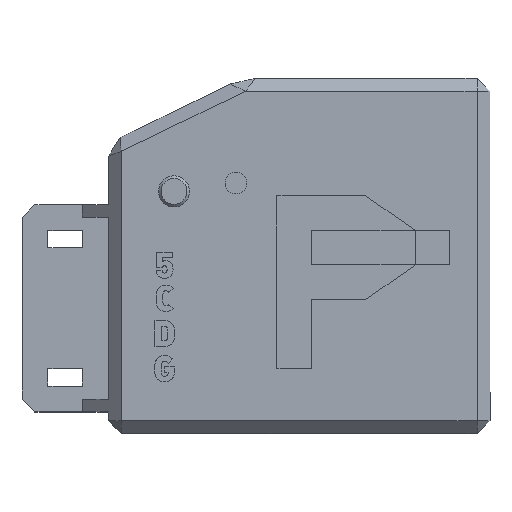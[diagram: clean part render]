
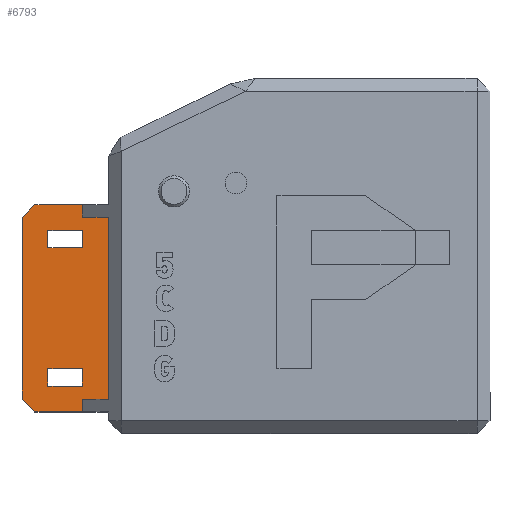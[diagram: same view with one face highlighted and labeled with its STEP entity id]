
A CAD part, top view. The second image highlights one B-rep face of the part: STEP entity #6793.
In plain terms, the highlighted planar face has unit normal (0, 0, 1).
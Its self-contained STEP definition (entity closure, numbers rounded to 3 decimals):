
#164=FACE_BOUND('',#805,.T.);
#165=FACE_BOUND('',#806,.T.);
#414=FACE_OUTER_BOUND('',#804,.T.);
#804=EDGE_LOOP('',(#5064,#5065,#5066,#5067,#5068,#5069,#5070,#5071,#5072,
#5073));
#805=EDGE_LOOP('',(#5074,#5075,#5076,#5077));
#806=EDGE_LOOP('',(#5078,#5079,#5080,#5081));
#1279=LINE('',#10609,#2121);
#1286=LINE('',#10624,#2128);
#1322=LINE('',#10695,#2164);
#1325=LINE('',#10701,#2167);
#1330=LINE('',#10712,#2172);
#1333=LINE('',#10716,#2175);
#1334=LINE('',#10718,#2176);
#1335=LINE('',#10720,#2177);
#1336=LINE('',#10721,#2178);
#1337=LINE('',#10722,#2179);
#1338=LINE('',#10725,#2180);
#1339=LINE('',#10727,#2181);
#1340=LINE('',#10729,#2182);
#1341=LINE('',#10730,#2183);
#1342=LINE('',#10733,#2184);
#1343=LINE('',#10735,#2185);
#1344=LINE('',#10737,#2186);
#1345=LINE('',#10738,#2187);
#2121=VECTOR('',#7745,10.);
#2128=VECTOR('',#7754,10.);
#2164=VECTOR('',#7796,10.);
#2167=VECTOR('',#7801,10.);
#2172=VECTOR('',#7810,10.);
#2175=VECTOR('',#7815,10.);
#2176=VECTOR('',#7816,10.);
#2177=VECTOR('',#7817,10.);
#2178=VECTOR('',#7818,10.);
#2179=VECTOR('',#7819,10.);
#2180=VECTOR('',#7820,10.);
#2181=VECTOR('',#7821,10.);
#2182=VECTOR('',#7822,10.);
#2183=VECTOR('',#7823,10.);
#2184=VECTOR('',#7824,10.);
#2185=VECTOR('',#7825,10.);
#2186=VECTOR('',#7826,10.);
#2187=VECTOR('',#7827,10.);
#2971=VERTEX_POINT('',#10607);
#2972=VERTEX_POINT('',#10608);
#2978=VERTEX_POINT('',#10621);
#2979=VERTEX_POINT('',#10623);
#3011=VERTEX_POINT('',#10694);
#3013=VERTEX_POINT('',#10700);
#3016=VERTEX_POINT('',#10709);
#3017=VERTEX_POINT('',#10711);
#3018=VERTEX_POINT('',#10717);
#3019=VERTEX_POINT('',#10719);
#3020=VERTEX_POINT('',#10723);
#3021=VERTEX_POINT('',#10724);
#3022=VERTEX_POINT('',#10726);
#3023=VERTEX_POINT('',#10728);
#3024=VERTEX_POINT('',#10731);
#3025=VERTEX_POINT('',#10732);
#3026=VERTEX_POINT('',#10734);
#3027=VERTEX_POINT('',#10736);
#3714=EDGE_CURVE('',#2971,#2972,#1279,.T.);
#3721=EDGE_CURVE('',#2979,#2978,#1286,.T.);
#3757=EDGE_CURVE('',#2971,#3011,#1322,.T.);
#3760=EDGE_CURVE('',#3013,#3011,#1325,.T.);
#3765=EDGE_CURVE('',#3017,#3016,#1330,.T.);
#3768=EDGE_CURVE('',#2972,#2979,#1333,.T.);
#3769=EDGE_CURVE('',#2978,#3018,#1334,.T.);
#3770=EDGE_CURVE('',#3018,#3019,#1335,.T.);
#3771=EDGE_CURVE('',#3019,#3017,#1336,.T.);
#3772=EDGE_CURVE('',#3016,#3013,#1337,.T.);
#3773=EDGE_CURVE('',#3020,#3021,#1338,.T.);
#3774=EDGE_CURVE('',#3021,#3022,#1339,.T.);
#3775=EDGE_CURVE('',#3022,#3023,#1340,.T.);
#3776=EDGE_CURVE('',#3023,#3020,#1341,.T.);
#3777=EDGE_CURVE('',#3024,#3025,#1342,.T.);
#3778=EDGE_CURVE('',#3025,#3026,#1343,.T.);
#3779=EDGE_CURVE('',#3026,#3027,#1344,.T.);
#3780=EDGE_CURVE('',#3027,#3024,#1345,.T.);
#5064=ORIENTED_EDGE('',*,*,#3768,.T.);
#5065=ORIENTED_EDGE('',*,*,#3721,.T.);
#5066=ORIENTED_EDGE('',*,*,#3769,.T.);
#5067=ORIENTED_EDGE('',*,*,#3770,.T.);
#5068=ORIENTED_EDGE('',*,*,#3771,.T.);
#5069=ORIENTED_EDGE('',*,*,#3765,.T.);
#5070=ORIENTED_EDGE('',*,*,#3772,.T.);
#5071=ORIENTED_EDGE('',*,*,#3760,.T.);
#5072=ORIENTED_EDGE('',*,*,#3757,.F.);
#5073=ORIENTED_EDGE('',*,*,#3714,.T.);
#5074=ORIENTED_EDGE('',*,*,#3773,.T.);
#5075=ORIENTED_EDGE('',*,*,#3774,.T.);
#5076=ORIENTED_EDGE('',*,*,#3775,.T.);
#5077=ORIENTED_EDGE('',*,*,#3776,.T.);
#5078=ORIENTED_EDGE('',*,*,#3777,.T.);
#5079=ORIENTED_EDGE('',*,*,#3778,.T.);
#5080=ORIENTED_EDGE('',*,*,#3779,.T.);
#5081=ORIENTED_EDGE('',*,*,#3780,.T.);
#6442=PLANE('',#7120);
#6793=ADVANCED_FACE('',(#414,#164,#165),#6442,.T.);
#7120=AXIS2_PLACEMENT_3D('',#10715,#7813,#7814);
#7745=DIRECTION('',(-1.,0.,0.));
#7754=DIRECTION('',(-1.,0.,0.));
#7796=DIRECTION('',(0.,-1.,0.));
#7801=DIRECTION('',(1.,0.,0.));
#7810=DIRECTION('',(1.,0.,0.));
#7813=DIRECTION('center_axis',(0.,0.,1.));
#7814=DIRECTION('ref_axis',(1.,0.,0.));
#7815=DIRECTION('',(0.,1.,0.));
#7816=DIRECTION('',(-0.707,-0.707,0.));
#7817=DIRECTION('',(0.,-1.,0.));
#7818=DIRECTION('',(0.707,-0.707,0.));
#7819=DIRECTION('',(0.,1.,0.));
#7820=DIRECTION('',(1.,0.,0.));
#7821=DIRECTION('',(0.,-1.,0.));
#7822=DIRECTION('',(-1.,0.,0.));
#7823=DIRECTION('',(0.,1.,0.));
#7824=DIRECTION('',(0.,1.,0.));
#7825=DIRECTION('',(1.,0.,0.));
#7826=DIRECTION('',(0.,-1.,0.));
#7827=DIRECTION('',(-1.,0.,0.));
#10607=CARTESIAN_POINT('',(-3.5,21.45,1.));
#10608=CARTESIAN_POINT('',(-6.5,21.45,1.));
#10609=CARTESIAN_POINT('',(-6.95,21.45,1.));
#10621=CARTESIAN_POINT('',(-12.,22.9,1.));
#10623=CARTESIAN_POINT('',(-6.5,22.9,1.));
#10624=CARTESIAN_POINT('',(-3.5,22.9,1.));
#10694=CARTESIAN_POINT('',(-3.5,0.35,1.));
#10695=CARTESIAN_POINT('',(-3.5,24.2,1.));
#10700=CARTESIAN_POINT('',(-6.5,0.35,1.));
#10701=CARTESIAN_POINT('',(-6.95,0.35,1.));
#10709=CARTESIAN_POINT('',(-6.5,-1.1,1.));
#10711=CARTESIAN_POINT('',(-12.,-1.1,1.));
#10712=CARTESIAN_POINT('',(-3.5,-1.1,1.));
#10715=CARTESIAN_POINT('Origin',(-8.5,10.9,1.));
#10716=CARTESIAN_POINT('',(-6.5,16.9,1.));
#10717=CARTESIAN_POINT('',(-13.5,21.4,1.));
#10718=CARTESIAN_POINT('',(-12.,22.9,1.));
#10719=CARTESIAN_POINT('',(-13.5,0.4,1.));
#10720=CARTESIAN_POINT('',(-13.5,0.4,1.));
#10721=CARTESIAN_POINT('',(-12.,-1.1,1.));
#10722=CARTESIAN_POINT('',(-6.5,4.9,1.));
#10723=CARTESIAN_POINT('',(-10.5,3.9,1.));
#10724=CARTESIAN_POINT('',(-6.5,3.9,1.));
#10725=CARTESIAN_POINT('',(-6.5,3.9,1.));
#10726=CARTESIAN_POINT('',(-6.5,1.9,1.));
#10727=CARTESIAN_POINT('',(-6.5,1.9,1.));
#10728=CARTESIAN_POINT('',(-10.5,1.9,1.));
#10729=CARTESIAN_POINT('',(-10.5,1.9,1.));
#10730=CARTESIAN_POINT('',(-10.5,3.9,1.));
#10731=CARTESIAN_POINT('',(-10.5,17.9,1.));
#10732=CARTESIAN_POINT('',(-10.5,19.9,1.));
#10733=CARTESIAN_POINT('',(-10.5,17.9,1.));
#10734=CARTESIAN_POINT('',(-6.5,19.9,1.));
#10735=CARTESIAN_POINT('',(-10.5,19.9,1.));
#10736=CARTESIAN_POINT('',(-6.5,17.9,1.));
#10737=CARTESIAN_POINT('',(-6.5,19.9,1.));
#10738=CARTESIAN_POINT('',(-6.5,17.9,1.));
